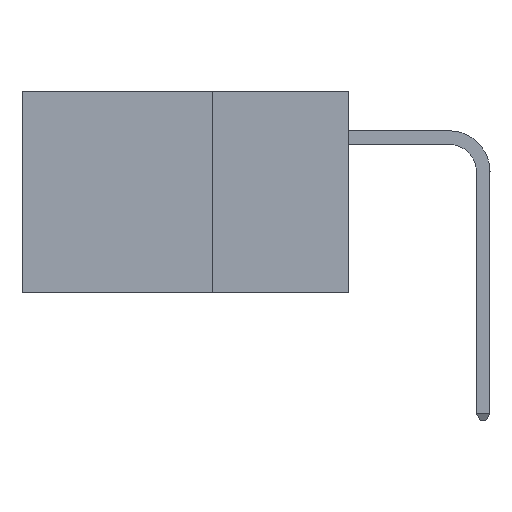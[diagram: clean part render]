
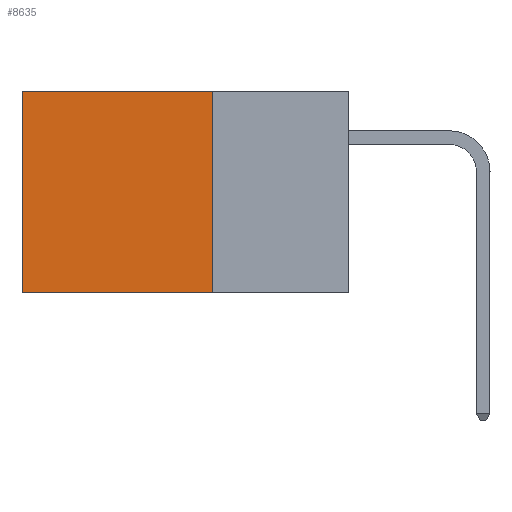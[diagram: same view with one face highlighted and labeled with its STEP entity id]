
A CAD part, left-side view. The second image highlights one B-rep face of the part: STEP entity #8635.
In plain terms, the highlighted planar face has unit normal (-1, 0, 0).
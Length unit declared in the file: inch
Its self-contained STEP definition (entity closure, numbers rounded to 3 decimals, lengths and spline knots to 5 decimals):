
#997 = CARTESIAN_POINT ( 'NONE',  ( 0.2875, 0.25, -0.37 ) ) ;
#1339 = CARTESIAN_POINT ( 'NONE',  ( 0.2875, 0.25, -0.37 ) ) ;
#1342 = ORIENTED_EDGE ( 'NONE', *, *, #26488, .F. ) ;
#1753 = LINE ( 'NONE', #38044, #33336 ) ;
#2632 = EDGE_CURVE ( 'NONE', #21685, #26858, #5207, .T. ) ;
#2661 = VECTOR ( 'NONE', #19302, 39.37008 ) ;
#4289 = VERTEX_POINT ( 'NONE', #37382 ) ;
#4422 = CARTESIAN_POINT ( 'NONE',  ( 0.2875, 0.25, 0. ) ) ;
#5207 = LINE ( 'NONE', #32322, #20061 ) ;
#5307 = LINE ( 'NONE', #997, #35870 ) ;
#6011 = ORIENTED_EDGE ( 'NONE', *, *, #29405, .F. ) ;
#6994 = DIRECTION ( 'NONE',  ( 0., 1., 0. ) ) ;
#7928 = ORIENTED_EDGE ( 'NONE', *, *, #29775, .T. ) ;
#8610 = DIRECTION ( 'NONE',  ( 0., 1., 0. ) ) ;
#8635 = ADVANCED_FACE ( 'NONE', ( #16666 ), #32957, .F. ) ;
#8650 = CARTESIAN_POINT ( 'NONE',  ( 0.2875, 0.6, 0. ) ) ;
#9371 = CARTESIAN_POINT ( 'NONE',  ( 0.2875, 0.25, 0. ) ) ;
#14345 = ORIENTED_EDGE ( 'NONE', *, *, #2632, .T. ) ;
#15367 = DIRECTION ( 'NONE',  ( 1., 0., 0. ) ) ;
#16666 = FACE_OUTER_BOUND ( 'NONE', #32730, .T. ) ;
#19302 = DIRECTION ( 'NONE',  ( 0., 0., -1. ) ) ;
#19440 = LINE ( 'NONE', #37111, #2661 ) ;
#20061 = VECTOR ( 'NONE', #8610, 39.37008 ) ;
#20336 = DIRECTION ( 'NONE',  ( 0., 0., -1. ) ) ;
#21685 = VERTEX_POINT ( 'NONE', #4422 ) ;
#23746 = AXIS2_PLACEMENT_3D ( 'NONE', #9371, #15367, #36047 ) ;
#25610 = VERTEX_POINT ( 'NONE', #1339 ) ;
#26488 = EDGE_CURVE ( 'NONE', #25610, #4289, #5307, .T. ) ;
#26858 = VERTEX_POINT ( 'NONE', #8650 ) ;
#29405 = EDGE_CURVE ( 'NONE', #21685, #25610, #1753, .T. ) ;
#29775 = EDGE_CURVE ( 'NONE', #26858, #4289, #19440, .T. ) ;
#32322 = CARTESIAN_POINT ( 'NONE',  ( 0.2875, 0.25, 0. ) ) ;
#32730 = EDGE_LOOP ( 'NONE', ( #7928, #1342, #6011, #14345 ) ) ;
#32957 = PLANE ( 'NONE',  #23746 ) ;
#33336 = VECTOR ( 'NONE', #20336, 39.37008 ) ;
#35870 = VECTOR ( 'NONE', #6994, 39.37008 ) ;
#36047 = DIRECTION ( 'NONE',  ( 0., 0., -1. ) ) ;
#37111 = CARTESIAN_POINT ( 'NONE',  ( 0.2875, 0.6, 0. ) ) ;
#37382 = CARTESIAN_POINT ( 'NONE',  ( 0.2875, 0.6, -0.37 ) ) ;
#38044 = CARTESIAN_POINT ( 'NONE',  ( 0.2875, 0.25, 0. ) ) ;
